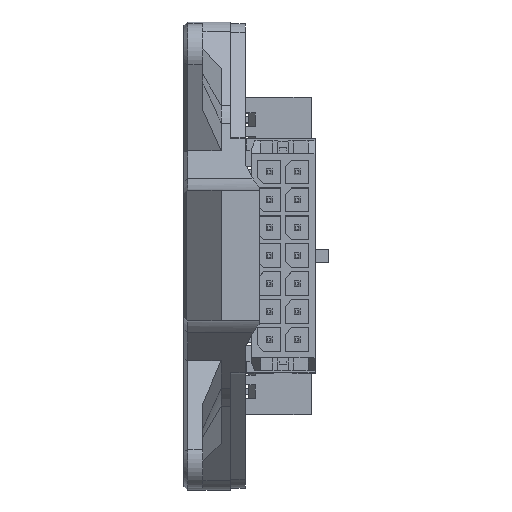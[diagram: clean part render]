
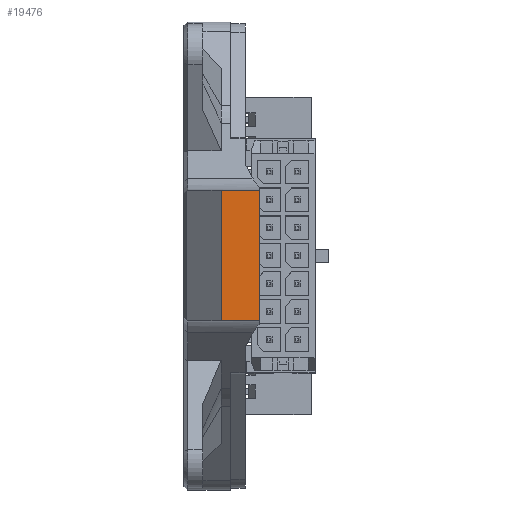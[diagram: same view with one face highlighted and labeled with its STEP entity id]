
A CAD part, top view. The second image highlights one B-rep face of the part: STEP entity #19476.
In plain terms, the highlighted face is planar.
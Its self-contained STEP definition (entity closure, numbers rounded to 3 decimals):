
#1595=FACE_OUTER_BOUND('',#2756,.T.);
#2756=EDGE_LOOP('',(#17283,#17284,#17285,#17286));
#5103=LINE('',#30981,#7541);
#5105=LINE('',#30985,#7543);
#5113=LINE('',#31000,#7551);
#5129=LINE('',#31035,#7567);
#7541=VECTOR('',#25520,10.);
#7543=VECTOR('',#25524,10.);
#7551=VECTOR('',#25534,10.);
#7567=VECTOR('',#25574,10.);
#9266=VERTEX_POINT('',#30978);
#9267=VERTEX_POINT('',#30980);
#9268=VERTEX_POINT('',#30984);
#9274=VERTEX_POINT('',#30998);
#11863=EDGE_CURVE('',#9266,#9267,#5103,.T.);
#11865=EDGE_CURVE('',#9268,#9267,#5105,.T.);
#11873=EDGE_CURVE('',#9274,#9266,#5113,.T.);
#11891=EDGE_CURVE('',#9268,#9274,#5129,.T.);
#17283=ORIENTED_EDGE('',*,*,#11863,.F.);
#17284=ORIENTED_EDGE('',*,*,#11873,.F.);
#17285=ORIENTED_EDGE('',*,*,#11891,.F.);
#17286=ORIENTED_EDGE('',*,*,#11865,.T.);
#18214=PLANE('',#20803);
#19476=ADVANCED_FACE('',(#1595),#18214,.T.);
#20803=AXIS2_PLACEMENT_3D('',#31221,#25793,#25794);
#25520=DIRECTION('',(1.,0.,0.));
#25524=DIRECTION('',(0.,0.,-1.));
#25534=DIRECTION('',(0.,0.,-1.));
#25574=DIRECTION('',(-1.,0.,0.));
#25793=DIRECTION('center_axis',(0.,1.,0.));
#25794=DIRECTION('ref_axis',(1.,0.,0.));
#30978=CARTESIAN_POINT('',(-7.,31.2,-1.));
#30980=CARTESIAN_POINT('',(7.,31.2,-1.));
#30981=CARTESIAN_POINT('',(-3.5,31.2,-1.));
#30984=CARTESIAN_POINT('',(7.,31.2,3.1));
#30985=CARTESIAN_POINT('',(7.,31.2,0.));
#30998=CARTESIAN_POINT('',(-7.,31.2,3.1));
#31000=CARTESIAN_POINT('',(-7.,31.2,0.));
#31035=CARTESIAN_POINT('',(3.5,31.2,3.1));
#31221=CARTESIAN_POINT('Origin',(-7.,31.2,0.));
